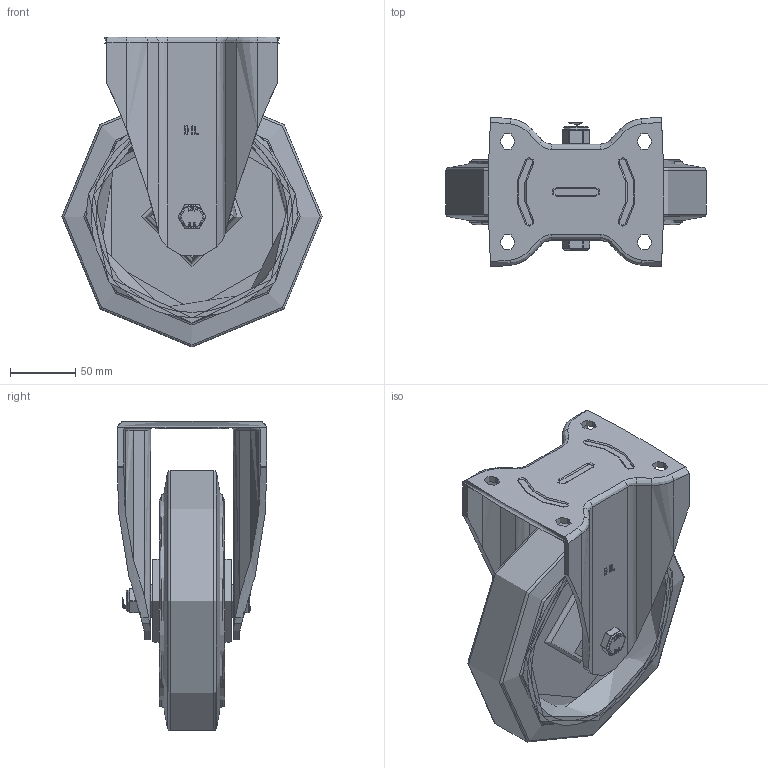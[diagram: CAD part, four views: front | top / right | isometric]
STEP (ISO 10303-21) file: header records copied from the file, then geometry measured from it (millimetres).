
FILE_DESCRIPTION(/* description */ (''),/* implementation_level */ '2;1');
FILE_NAME(/* name */ 'BZSPHF200CUBJ.step',/* time_stamp */ '2024-10-30T15:57:48Z',/* author */ (''),/* organization */ (''),/* preprocessor_version */ 'ST-DEVELOPER v20',/* originating_system */ 'Autodesk Translation Framework v13.20.0.188',/* authorisation */ '');
FILE_SCHEMA (('AUTOMOTIVE_DESIGN { 1 0 10303 214 3 1 1 }'));
Length unit declared in the file: millimetre
Products named in the file (28): BZSPHF200CUBJ; BZSPHF200AS v1; PRESSED STEEL BRACKET; BZHL200WCUBJM20 v1; ELASTIC SPEED RUBBER TYRE; CAST IRON RIM; BEARING6204; BEARING62042; BALL BEARINGS; BEARING6204 (1); BEARING62042 (1); BALL BEARINGS (1); Component3; INNER; OUTER; MIDDLE; RUBBER; BEARING SPACER; TH20X2X12 v1; ZINC PLATED HEADED SPACER; TH20X2X12 v1 (1); ZINC PLATED HEADED SPACER (1); HEXBOLTM12X90Z8.8 v2; GRADE 8.8 ZINC PLATED BOLT; NYLOCM12Z14MM v1; NYLOC NUT; NUT; RUBBER (1)
Assembly tree (46 placements, depth 6):
  BZSPHF200CUBJ
    BZSPHF200AS v1
      PRESSED STEEL BRACKET
    BZHL200WCUBJM20 v1
      ELASTIC SPEED RUBBER TYRE
      CAST IRON RIM
      BEARING6204
        BEARING62042
          INNER
          OUTER
          BALL BEARINGS
            Component3  x8
          MIDDLE
          RUBBER
      BEARING6204 (1)
        BEARING62042 (1)
          BALL BEARINGS (1)
            Component3  x8
          INNER
          OUTER
          MIDDLE
          RUBBER
      BEARING SPACER
    TH20X2X12 v1
      ZINC PLATED HEADED SPACER
    TH20X2X12 v1 (1)
      ZINC PLATED HEADED SPACER (1)
    HEXBOLTM12X90Z8.8 v2
      GRADE 8.8 ZINC PLATED BOLT
    NYLOCM12Z14MM v1
      NYLOC NUT
        NUT
        RUBBER (1)
Bounding box: 200 x 115 x 238 mm (x, y, z)
Volume: 1134369.8 mm3; surface area: 316053.4 mm2
Topology: 35 solids, 35 shells, 1141 faces, 2901 edges, 1913 vertices
Faces by surface type: plane 437, bspline 333, cylinder 245, sphere 66, torus 55, cone 5
Full cylindrical faces by diameter (mm): 9.836 x16, 11.834 x16, 12 x3, 12.2 x4, 14 x2, 17.75 x1, 18.5 x1, 19.8 x2, 20 x3, 25 x2, 27 x2, 28 x1, 28.5 x8, 30.8 x4, 31.3 x4, 37 x1, 40.3 x4, 40.5 x4, 40.8 x4, 42 x10, 47 x4, 147 x2, 155 x2, 163 x2, 200 x1
Entity records: 32558 total; most frequent: CARTESIAN_POINT 14048, ORIENTED_EDGE 3864, DIRECTION 3317, EDGE_CURVE 1932, VERTEX_POINT 1275, AXIS2_PLACEMENT_3D 1237, EDGE_LOOP 927, LINE 843
